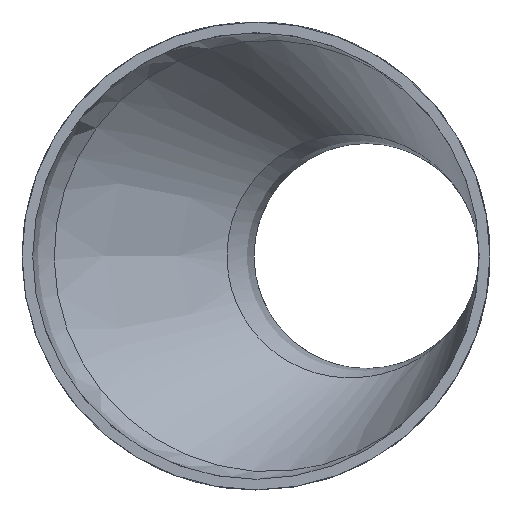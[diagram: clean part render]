
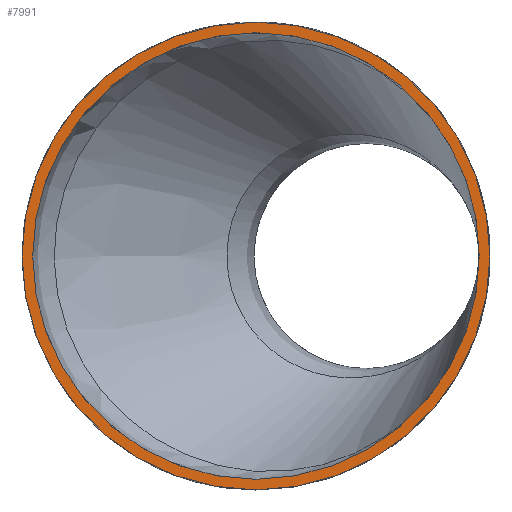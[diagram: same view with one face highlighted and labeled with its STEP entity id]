
A CAD part, left-side view. The second image highlights one B-rep face of the part: STEP entity #7991.
In plain terms, the highlighted planar face has unit normal (-1, 0, 0).
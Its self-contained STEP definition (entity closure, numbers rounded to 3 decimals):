
#475 = ORIENTED_EDGE ( 'NONE', *, *, #11156, .T. ) ;
#492 = DIRECTION ( 'NONE',  ( 0., 0., 1. ) ) ;
#1127 = VERTEX_POINT ( 'NONE', #15196 ) ;
#1644 = CARTESIAN_POINT ( 'NONE',  ( 0., 0., 57.15 ) ) ;
#2962 = FACE_OUTER_BOUND ( 'NONE', #11328, .T. ) ;
#3618 = EDGE_CURVE ( 'NONE', #1127, #1127, #9283, .T. ) ;
#4744 = PLANE ( 'NONE',  #4923 ) ;
#4923 = AXIS2_PLACEMENT_3D ( 'NONE', #7393, #6070, #492 ) ;
#6070 = DIRECTION ( 'NONE',  ( -1., 0., 0. ) ) ;
#7292 = ORIENTED_EDGE ( 'NONE', *, *, #3618, .F. ) ;
#7393 = CARTESIAN_POINT ( 'NONE',  ( 0., 0., 0. ) ) ;
#7991 = ADVANCED_FACE ( 'NONE', ( #11092, #2962 ), #4744, .T. ) ;
#8395 = AXIS2_PLACEMENT_3D ( 'NONE', #8634, #11431, #8692 ) ;
#8634 = CARTESIAN_POINT ( 'NONE',  ( 0., 0., 0. ) ) ;
#8692 = DIRECTION ( 'NONE',  ( 0., 0., 1. ) ) ;
#8862 = VERTEX_POINT ( 'NONE', #1644 ) ;
#9283 = CIRCLE ( 'NONE', #12690, 54.55 ) ;
#9880 = DIRECTION ( 'NONE',  ( -1., 0., 0. ) ) ;
#11092 = FACE_BOUND ( 'NONE', #13810, .T. ) ;
#11156 = EDGE_CURVE ( 'NONE', #8862, #8862, #15494, .T. ) ;
#11328 = EDGE_LOOP ( 'NONE', ( #475 ) ) ;
#11351 = CARTESIAN_POINT ( 'NONE',  ( 0., 0., 0. ) ) ;
#11431 = DIRECTION ( 'NONE',  ( -1., 0., 0. ) ) ;
#12690 = AXIS2_PLACEMENT_3D ( 'NONE', #11351, #9880, #15453 ) ;
#13810 = EDGE_LOOP ( 'NONE', ( #7292 ) ) ;
#15196 = CARTESIAN_POINT ( 'NONE',  ( 0., 0., 54.55 ) ) ;
#15453 = DIRECTION ( 'NONE',  ( 0., 0., 1. ) ) ;
#15494 = CIRCLE ( 'NONE', #8395, 57.15 ) ;
